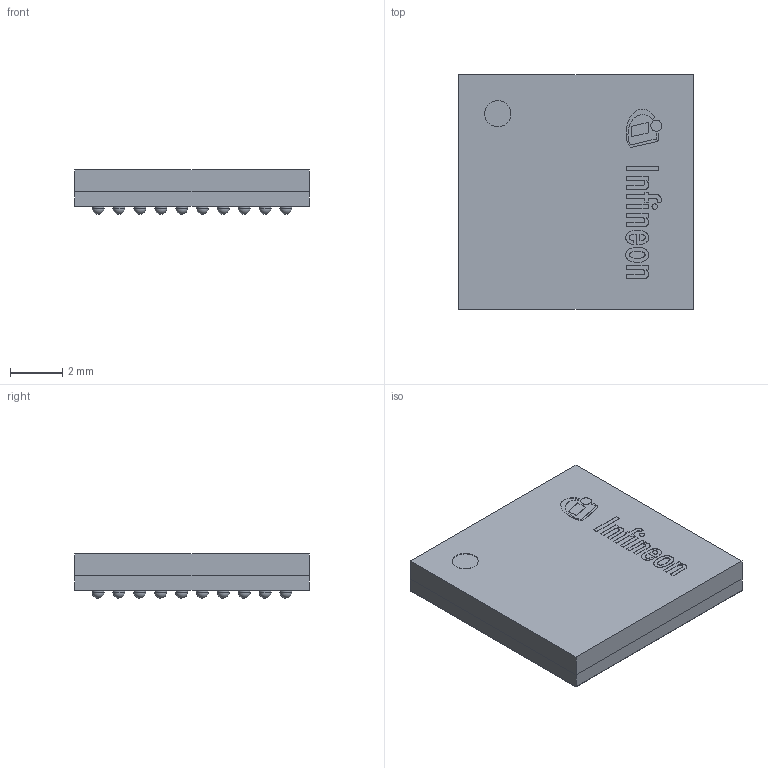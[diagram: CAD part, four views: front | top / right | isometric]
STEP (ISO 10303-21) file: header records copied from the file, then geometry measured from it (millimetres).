
FILE_DESCRIPTION(/* description */ (''),/* implementation_level */ '2;1');
FILE_NAME(/* name */ 'PG-LFBGA-100-3_Z8B00010975_V02_3D.stp',/* time_stamp */ '2021-04-28T17:09:59+06:00',/* author */ ('janartha'),/* organization */ (''),/* preprocessor_version */ 'ST-DEVELOPER v16.13',/* originating_system */ 'AutoCAD Mechanical',/* authorisation */ '');
FILE_SCHEMA (('AUTOMOTIVE_DESIGN { 1 0 10303 214 3 1 1 }'));
Length unit declared in the file: millimetre
Products named in the file (1): Product
Bounding box: 9 x 9 x 1.71 mm (x, y, z)
Volume: 117.1 mm3; surface area: 606.1 mm2
Topology: 120 solids, 120 shells, 465 faces, 972 edges, 648 vertices
Faces by surface type: plane 241, cylinder 106, sphere 100, bspline 18
Full cylindrical faces by diameter (mm): 0.206 x1, 0.423 x1, 0.46 x100, 1 x2
Entity records: 9633 total; most frequent: CARTESIAN_POINT 1852, DIRECTION 1640, ORIENTED_EDGE 1136, AXIS2_PLACEMENT_3D 660, EDGE_LOOP 574, EDGE_CURVE 568, FACE_OUTER_BOUND 465, ADVANCED_FACE 465
